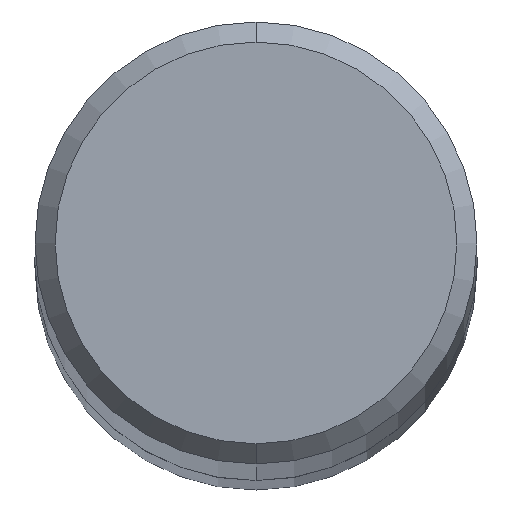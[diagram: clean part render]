
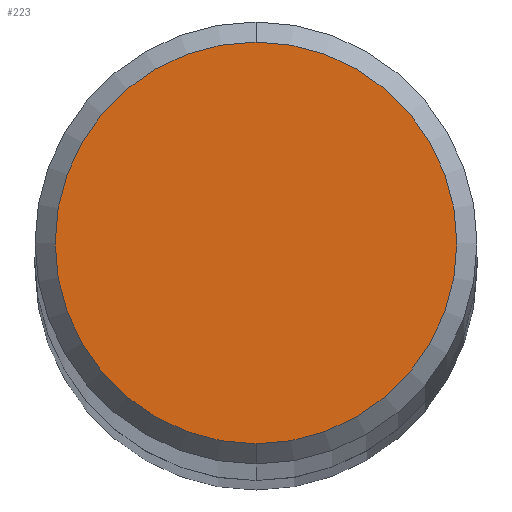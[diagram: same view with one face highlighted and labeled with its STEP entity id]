
A CAD part, top view. The second image highlights one B-rep face of the part: STEP entity #223.
In plain terms, the highlighted planar face has unit normal (0, 0, 1).
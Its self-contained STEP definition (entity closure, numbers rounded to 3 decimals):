
#163=VERTEX_POINT('',#438);
#173=VERTEX_POINT('',#448);
#187=EDGE_CURVE('',#173,#163,#464,.T.);
#223=ADVANCED_FACE('',(#507),#508,.T.);
#245=EDGE_CURVE('',#163,#173,#530,.T.);
#438=CARTESIAN_POINT('',(0.,-1.0,0.0));
#448=CARTESIAN_POINT('',(0.0,1.0,0.0));
#464=CIRCLE('',#765,1.0);
#507=FACE_OUTER_BOUND('',#857,.T.);
#508=PLANE('',#858);
#530=CIRCLE('',#899,1.0);
#765=AXIS2_PLACEMENT_3D('',#1333,#1334,#1335);
#857=EDGE_LOOP('',(#1409,#1410));
#858=AXIS2_PLACEMENT_3D('',#1411,#1412,#1413);
#899=AXIS2_PLACEMENT_3D('',#1418,#1419,#1420);
#1333=CARTESIAN_POINT('',(0.0,0.0,0.0));
#1334=DIRECTION('',(0.0,0.0,-1.0));
#1335=DIRECTION('',(0.0,1.0,0.0));
#1409=ORIENTED_EDGE('',*,*,#187,.F.);
#1410=ORIENTED_EDGE('',*,*,#245,.F.);
#1411=CARTESIAN_POINT('',(0.0,0.5,0.0));
#1412=DIRECTION('',(-0.0,0.0,1.0));
#1413=DIRECTION('',(0.0,-1.0,0.0));
#1418=CARTESIAN_POINT('',(0.0,0.0,0.0));
#1419=DIRECTION('',(0.0,0.0,-1.0));
#1420=DIRECTION('',(0.0,1.0,0.0));
